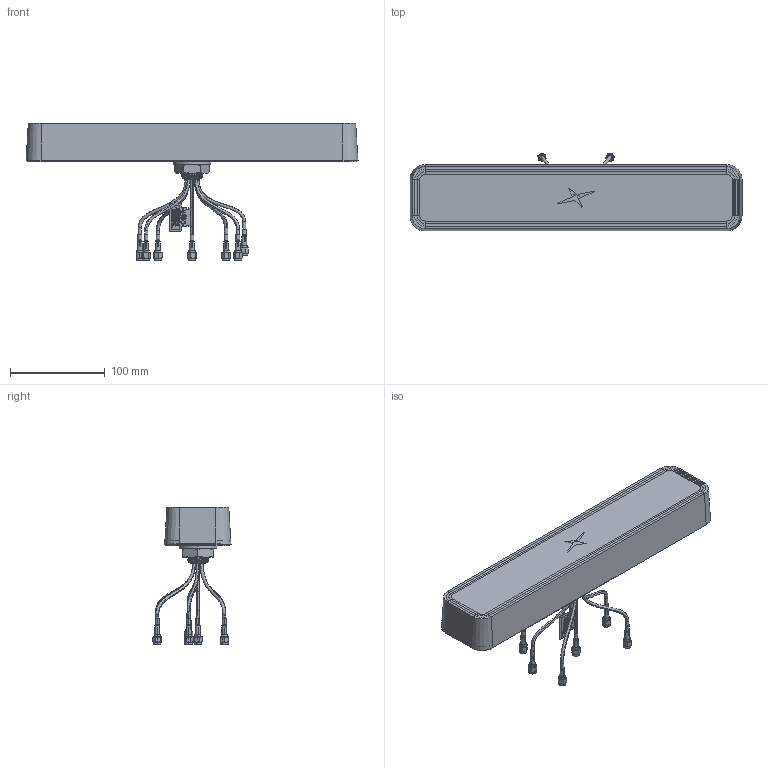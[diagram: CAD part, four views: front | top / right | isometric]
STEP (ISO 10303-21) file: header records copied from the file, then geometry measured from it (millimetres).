
FILE_DESCRIPTION (( 'STEP AP214' ), '1' );
FILE_NAME ('MA8007.A.001_Web.STEP', '2024-09-24T08:30:06', ( '' ), ( '' ), 'SwSTEP 2.0', 'SolidWorks 2022', '' );
FILE_SCHEMA (( 'AUTOMOTIVE_DESIGN' ));
Length unit declared in the file: millimetre
Products named in the file (1): MA8007.A.001_Web
Bounding box: 350 x 82.34 x 144.52 mm (x, y, z)
Surface area: 96948.5 mm2 (no closed solid volume)
Topology: 0 solids, 165 shells, 746 faces, 5722 edges, 5135 vertices
Faces by surface type: plane 323, cylinder 187, bspline 105, torus 70, cone 61
Entity records: 86412 total; most frequent: CARTESIAN_POINT 41055, ORIENTED_EDGE 6784, DIRECTION 5874, EDGE_CURVE 5722, VERTEX_POINT 5135, VECTOR 3178, LINE 3178, B_SPLINE_CURVE_WITH_KNOTS 1708
